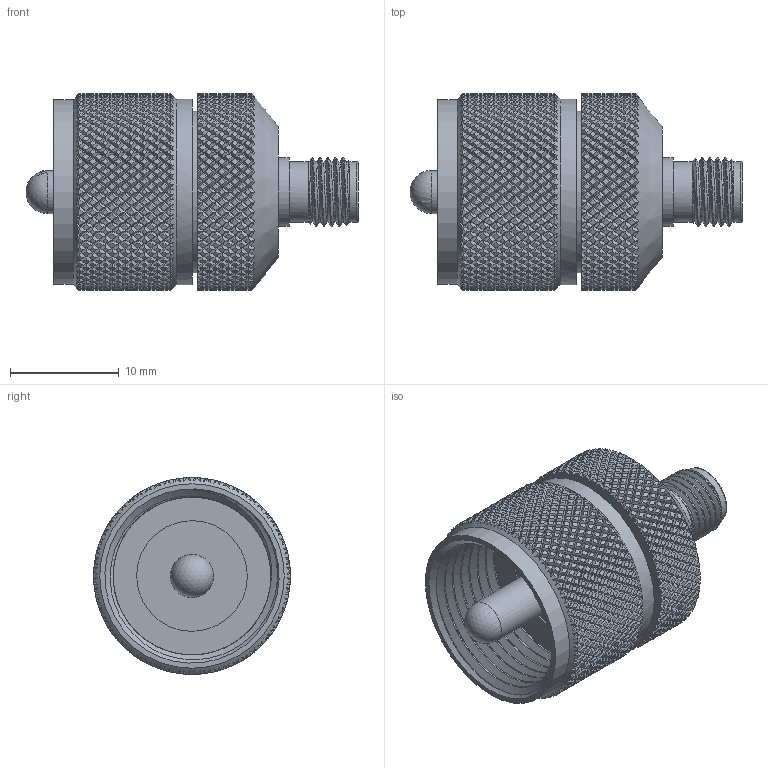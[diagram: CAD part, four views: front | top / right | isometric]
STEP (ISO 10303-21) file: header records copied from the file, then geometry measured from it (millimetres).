
FILE_DESCRIPTION (( 'STEP AP203' ), '1' );
FILE_NAME ('PE9415_3D.step', '2021-07-26T18:24:16', ( '' ), ( '' ), 'SwSTEP 2.0', 'SolidWorks 2021', '' );
FILE_SCHEMA (( 'CONFIG_CONTROL_DESIGN' ));
Products named in the file (1): PE9415_3D
Bounding box: 30.49 x 18.06 x 18.06 mm (x, y, z)
Volume: 3639.2 mm3; surface area: 3266.6 mm2
Topology: 1 solids, 2 shells, 7554 faces, 15722 edges, 8179 vertices
Faces by surface type: bspline 6006, cylinder 1515, plane 21, cone 10, torus 1, sphere 1
Full cylindrical faces by diameter (mm): 0.914 x1, 1.168 x1, 3.962 x1, 4.572 x1, 5.582 x2, 6.287 x1, 10.16 x1, 14.808 x1, 14.854 x1, 15.57 x1, 16.928 x1, 17.076 x1
Entity records: 382064 total; most frequent: CARTESIAN_POINT 289934, ORIENTED_EDGE 31372, EDGE_CURVE 15686, VERTEX_POINT 8165, EDGE_LOOP 7583, FACE_OUTER_BOUND 7567, ADVANCED_FACE 7553, B_SPLINE_CURVE_WITH_KNOTS 6741
